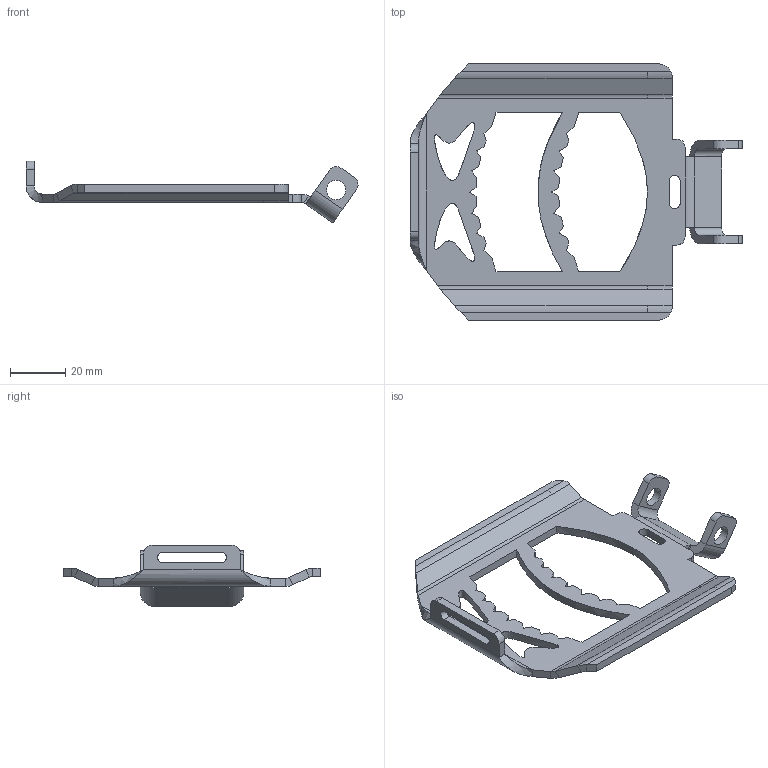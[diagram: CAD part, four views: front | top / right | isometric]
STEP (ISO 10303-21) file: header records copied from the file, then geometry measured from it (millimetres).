
FILE_DESCRIPTION(/* description */ (''),/* implementation_level */ '2;1');
FILE_NAME(/* name */ 'Cale-01.step',/* time_stamp */ '2023-02-09T12:33:31+01:00',/* author */ (''),/* organization */ (''),/* preprocessor_version */ 'ST-DEVELOPER v19.2',/* originating_system */ 'Autodesk Translation Framework v11.17.0.187',/* authorisation */ '');
FILE_SCHEMA (('AUTOMOTIVE_DESIGN { 1 0 10303 214 3 1 1 }'));
Length unit declared in the file: millimetre
Products named in the file (1): Cale
Bounding box: 120.53 x 93.04 x 22.43 mm (x, y, z)
Volume: 19184.2 mm3; surface area: 15989.1 mm2
Topology: 1 solids, 1 shells, 162 faces, 424 edges, 264 vertices
Faces by surface type: plane 88, cylinder 40, bspline 34
Full cylindrical faces by diameter (mm): 7 x2
Entity records: 6889 total; most frequent: CARTESIAN_POINT 3186, ORIENTED_EDGE 848, DIRECTION 639, EDGE_CURVE 424, VERTEX_POINT 264, LINE 245, VECTOR 245, AXIS2_PLACEMENT_3D 197
